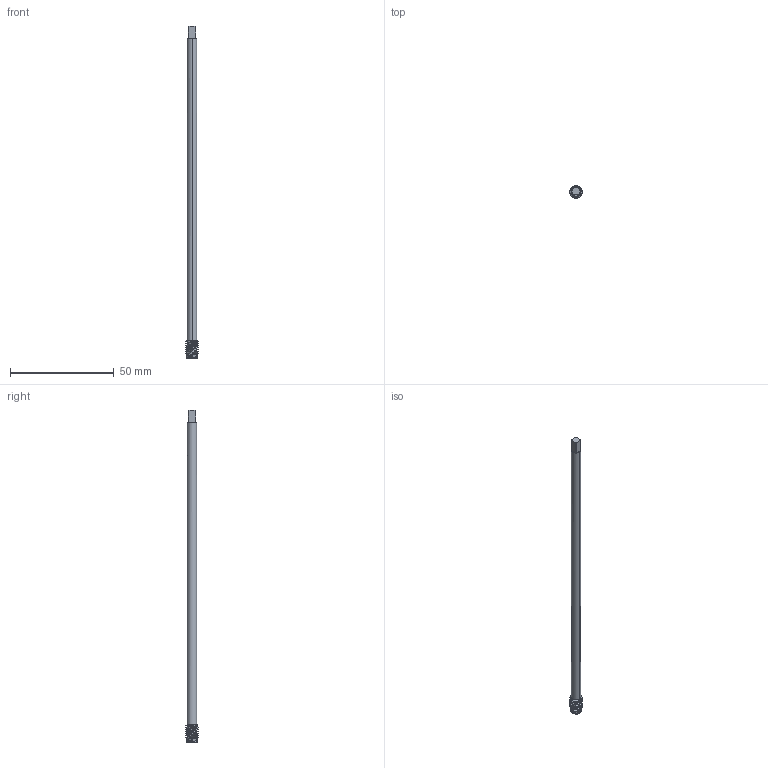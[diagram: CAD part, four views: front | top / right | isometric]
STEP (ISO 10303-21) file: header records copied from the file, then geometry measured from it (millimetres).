
FILE_DESCRIPTION(('no description'),'unknown implementation level');
FILE_NAME('soliddEieTCQLWQiCI6_aAOmlh1XYS_I_1.STP',' ',('CIM GmbH Aachen'),('CADClick - KiM GmbH - www.kimweb.de'),'unknown preprocess','ACIS','unknown authorization');
FILE_SCHEMA(('automotive_design'));
Length unit declared in the file: millimetre
Products named in the file (2): 1; 2
Bounding box: 6 x 6 x 160 mm (x, y, z)
Volume: 2562.2 mm3; surface area: 2636.5 mm2
Topology: 2 solids, 2 shells, 203 faces, 569 edges, 370 vertices
Faces by surface type: cone 99, cylinder 78, plane 17, bspline 6, revolution 3
Entity records: 16370 total; most frequent: CARTESIAN_POINT 5095, STYLED_ITEM 1144, PRESENTATION_STYLE_ASSIGNMENT 1144, COLOUR_RGB 1144, ORIENTED_EDGE 1138, DIRECTION 932, EDGE_CURVE 569, CURVE_STYLE 569
